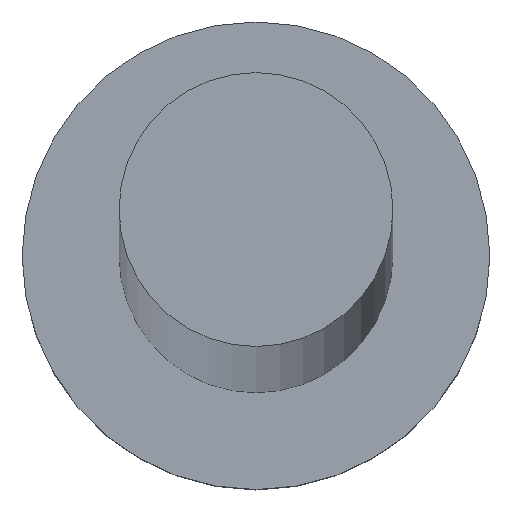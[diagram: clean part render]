
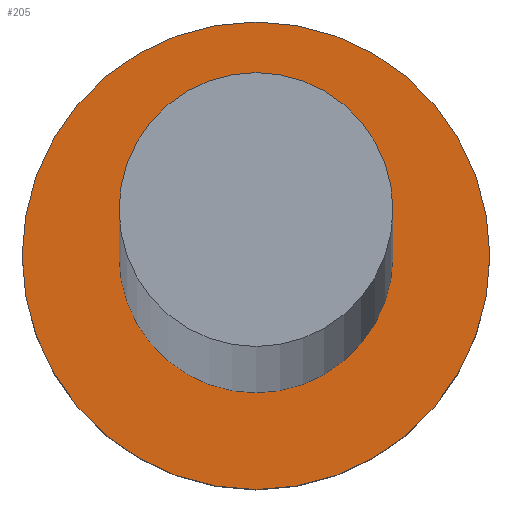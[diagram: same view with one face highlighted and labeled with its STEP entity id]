
A CAD part, top view. The second image highlights one B-rep face of the part: STEP entity #205.
In plain terms, the highlighted planar face has unit normal (0, 0, 1).
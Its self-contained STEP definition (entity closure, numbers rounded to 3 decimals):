
#4 = CARTESIAN_POINT ( 'NONE',  ( 0., 0., 6.5 ) ) ;
#8 = CARTESIAN_POINT ( 'NONE',  ( 0., 0., 6.5 ) ) ;
#11 = ORIENTED_EDGE ( 'NONE', *, *, #25, .F. ) ;
#12 = CARTESIAN_POINT ( 'NONE',  ( 0., 0., 6.5 ) ) ;
#13 = DIRECTION ( 'NONE',  ( 0., 0., 1. ) ) ;
#22 = EDGE_CURVE ( 'NONE', #206, #228, #24, .T. ) ;
#24 = CIRCLE ( 'NONE', #138, 7. ) ;
#25 = EDGE_CURVE ( 'NONE', #166, #64, #247, .T. ) ;
#28 = DIRECTION ( 'NONE',  ( 1., 0., 0. ) ) ;
#33 = AXIS2_PLACEMENT_3D ( 'NONE', #8, #160, #180 ) ;
#41 = EDGE_LOOP ( 'NONE', ( #61, #77 ) ) ;
#50 = DIRECTION ( 'NONE',  ( 0., 0., 1. ) ) ;
#53 = AXIS2_PLACEMENT_3D ( 'NONE', #12, #50, #111 ) ;
#61 = ORIENTED_EDGE ( 'NONE', *, *, #22, .T. ) ;
#64 = VERTEX_POINT ( 'NONE', #88 ) ;
#77 = ORIENTED_EDGE ( 'NONE', *, *, #229, .T. ) ;
#78 = DIRECTION ( 'NONE',  ( 0., 0., 1. ) ) ;
#82 = CIRCLE ( 'NONE', #134, 7. ) ;
#86 = DIRECTION ( 'NONE',  ( 1., 0., 0. ) ) ;
#88 = CARTESIAN_POINT ( 'NONE',  ( 4.1, 0., 6.5 ) ) ;
#96 = CIRCLE ( 'NONE', #53, 4.1 ) ;
#101 = ORIENTED_EDGE ( 'NONE', *, *, #225, .F. ) ;
#110 = FACE_OUTER_BOUND ( 'NONE', #41, .T. ) ;
#111 = DIRECTION ( 'NONE',  ( 1., 0., 0. ) ) ;
#112 = CARTESIAN_POINT ( 'NONE',  ( 0., 0., 6.5 ) ) ;
#126 = FACE_BOUND ( 'NONE', #161, .T. ) ;
#133 = CARTESIAN_POINT ( 'NONE',  ( 0., 0., 6.5 ) ) ;
#134 = AXIS2_PLACEMENT_3D ( 'NONE', #133, #150, #197 ) ;
#138 = AXIS2_PLACEMENT_3D ( 'NONE', #4, #78, #28 ) ;
#141 = CARTESIAN_POINT ( 'NONE',  ( -7., 0., 6.5 ) ) ;
#150 = DIRECTION ( 'NONE',  ( 0., 0., 1. ) ) ;
#160 = DIRECTION ( 'NONE',  ( 0., 0., 1. ) ) ;
#161 = EDGE_LOOP ( 'NONE', ( #11, #101 ) ) ;
#166 = VERTEX_POINT ( 'NONE', #195 ) ;
#180 = DIRECTION ( 'NONE',  ( 1., 0., 0. ) ) ;
#195 = CARTESIAN_POINT ( 'NONE',  ( -4.1, 0., 6.5 ) ) ;
#197 = DIRECTION ( 'NONE',  ( 1., 0., 0. ) ) ;
#205 = ADVANCED_FACE ( 'NONE', ( #126, #110 ), #234, .T. ) ;
#206 = VERTEX_POINT ( 'NONE', #141 ) ;
#221 = CARTESIAN_POINT ( 'NONE',  ( 7., 0., 6.5 ) ) ;
#225 = EDGE_CURVE ( 'NONE', #64, #166, #96, .T. ) ;
#228 = VERTEX_POINT ( 'NONE', #221 ) ;
#229 = EDGE_CURVE ( 'NONE', #228, #206, #82, .T. ) ;
#234 = PLANE ( 'NONE',  #238 ) ;
#238 = AXIS2_PLACEMENT_3D ( 'NONE', #112, #13, #86 ) ;
#247 = CIRCLE ( 'NONE', #33, 4.1 ) ;
